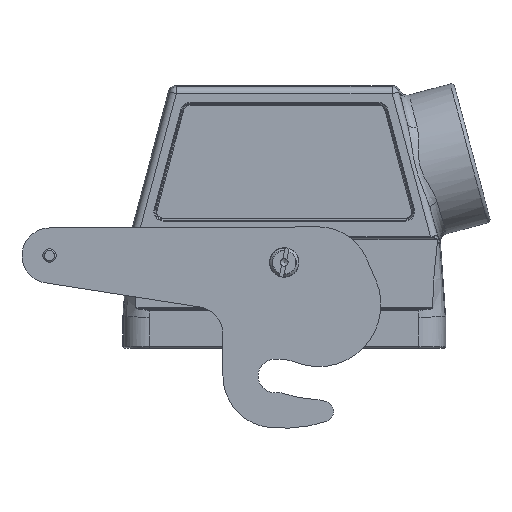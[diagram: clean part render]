
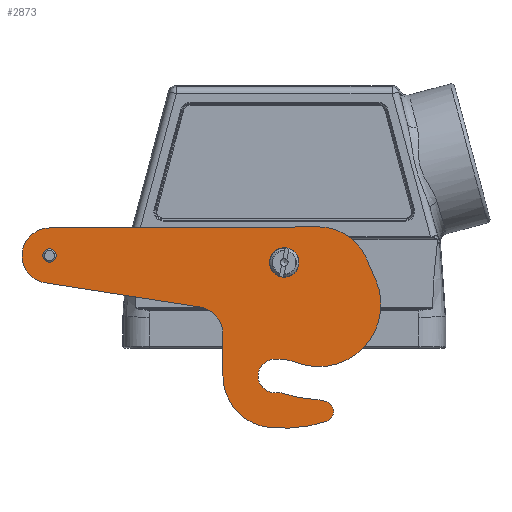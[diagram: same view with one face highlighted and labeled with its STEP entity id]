
A CAD part, front view. The second image highlights one B-rep face of the part: STEP entity #2873.
In plain terms, the highlighted planar face has unit normal (0, -1, 0).
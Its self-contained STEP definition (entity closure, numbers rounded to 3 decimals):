
#2327=CIRCLE('',#14023,3.);
#2329=CIRCLE('',#14026,40.);
#2331=CIRCLE('',#14029,15.);
#2333=CIRCLE('',#14033,8.);
#2335=CIRCLE('',#14037,8.);
#2337=CIRCLE('',#14041,15.);
#2339=CIRCLE('',#14045,18.);
#2341=CIRCLE('',#14048,15.);
#2343=CIRCLE('',#14051,4.85);
#2345=CIRCLE('',#14054,5.);
#2347=CIRCLE('',#14057,35.);
#2349=CIRCLE('',#14060,15.);
#2352=CIRCLE('',#14064,2.8);
#2353=CIRCLE('',#14067,1.975);
#2873=ADVANCED_FACE('',(#3204,#3205,#3206),#3068,.F.);
#3068=PLANE('',#14068);
#3204=FACE_BOUND('',#3796,.T.);
#3205=FACE_BOUND('',#3797,.T.);
#3206=FACE_BOUND('',#3798,.T.);
#3796=EDGE_LOOP('',(#6318));
#3797=EDGE_LOOP('',(#6319,#6320,#6321,#6322,#6323,#6324,#6325,#6326,#6327,
#6328,#6329,#6330,#6331,#6332,#6333,#6334));
#3798=EDGE_LOOP('',(#6335));
#6318=ORIENTED_EDGE('',*,*,#8323,.T.);
#6319=ORIENTED_EDGE('',*,*,#8273,.F.);
#6320=ORIENTED_EDGE('',*,*,#8319,.F.);
#6321=ORIENTED_EDGE('',*,*,#8316,.F.);
#6322=ORIENTED_EDGE('',*,*,#8313,.F.);
#6323=ORIENTED_EDGE('',*,*,#8310,.F.);
#6324=ORIENTED_EDGE('',*,*,#8307,.F.);
#6325=ORIENTED_EDGE('',*,*,#8304,.F.);
#6326=ORIENTED_EDGE('',*,*,#8301,.F.);
#6327=ORIENTED_EDGE('',*,*,#8298,.F.);
#6328=ORIENTED_EDGE('',*,*,#8295,.F.);
#6329=ORIENTED_EDGE('',*,*,#8292,.F.);
#6330=ORIENTED_EDGE('',*,*,#8289,.F.);
#6331=ORIENTED_EDGE('',*,*,#8286,.F.);
#6332=ORIENTED_EDGE('',*,*,#8283,.F.);
#6333=ORIENTED_EDGE('',*,*,#8280,.F.);
#6334=ORIENTED_EDGE('',*,*,#8277,.F.);
#6335=ORIENTED_EDGE('',*,*,#8322,.T.);
#7074=VERTEX_POINT('',#23491);
#7075=VERTEX_POINT('',#23492);
#7078=VERTEX_POINT('',#23500);
#7080=VERTEX_POINT('',#23506);
#7082=VERTEX_POINT('',#23512);
#7084=VERTEX_POINT('',#23518);
#7086=VERTEX_POINT('',#23524);
#7088=VERTEX_POINT('',#23530);
#7090=VERTEX_POINT('',#23536);
#7092=VERTEX_POINT('',#23542);
#7094=VERTEX_POINT('',#23548);
#7096=VERTEX_POINT('',#23554);
#7098=VERTEX_POINT('',#23560);
#7100=VERTEX_POINT('',#23566);
#7102=VERTEX_POINT('',#23572);
#7104=VERTEX_POINT('',#23578);
#7107=VERTEX_POINT('',#23589);
#7108=VERTEX_POINT('',#23593);
#8273=EDGE_CURVE('',#7074,#7075,#2327,.T.);
#8277=EDGE_CURVE('',#7075,#7078,#2329,.T.);
#8280=EDGE_CURVE('',#7078,#7080,#2331,.T.);
#8283=EDGE_CURVE('',#7080,#7082,#10972,.T.);
#8286=EDGE_CURVE('',#7082,#7084,#2333,.T.);
#8289=EDGE_CURVE('',#7084,#7086,#10976,.T.);
#8292=EDGE_CURVE('',#7086,#7088,#2335,.T.);
#8295=EDGE_CURVE('',#7088,#7090,#10980,.T.);
#8298=EDGE_CURVE('',#7090,#7092,#2337,.T.);
#8301=EDGE_CURVE('',#7092,#7094,#10984,.T.);
#8304=EDGE_CURVE('',#7094,#7096,#2339,.T.);
#8307=EDGE_CURVE('',#7096,#7098,#2341,.T.);
#8310=EDGE_CURVE('',#7098,#7100,#2343,.T.);
#8313=EDGE_CURVE('',#7100,#7102,#2345,.T.);
#8316=EDGE_CURVE('',#7102,#7104,#2347,.T.);
#8319=EDGE_CURVE('',#7104,#7074,#2349,.T.);
#8322=EDGE_CURVE('',#7107,#7107,#2352,.T.);
#8323=EDGE_CURVE('',#7108,#7108,#2353,.T.);
#10972=LINE('',#23511,#11696);
#10976=LINE('',#23523,#11700);
#10980=LINE('',#23535,#11704);
#10984=LINE('',#23547,#11708);
#11696=VECTOR('',#16566,1.);
#11700=VECTOR('',#16578,1.);
#11704=VECTOR('',#16590,1.);
#11708=VECTOR('',#16602,1.);
#14023=AXIS2_PLACEMENT_3D('',#23490,#16544,#16545);
#14026=AXIS2_PLACEMENT_3D('',#23499,#16552,#16553);
#14029=AXIS2_PLACEMENT_3D('',#23505,#16559,#16560);
#14033=AXIS2_PLACEMENT_3D('',#23517,#16571,#16572);
#14037=AXIS2_PLACEMENT_3D('',#23529,#16583,#16584);
#14041=AXIS2_PLACEMENT_3D('',#23541,#16595,#16596);
#14045=AXIS2_PLACEMENT_3D('',#23553,#16607,#16608);
#14048=AXIS2_PLACEMENT_3D('',#23559,#16614,#16615);
#14051=AXIS2_PLACEMENT_3D('',#23565,#16621,#16622);
#14054=AXIS2_PLACEMENT_3D('',#23571,#16628,#16629);
#14057=AXIS2_PLACEMENT_3D('',#23577,#16635,#16636);
#14060=AXIS2_PLACEMENT_3D('',#23583,#16642,#16643);
#14064=AXIS2_PLACEMENT_3D('',#23588,#16650,#16651);
#14067=AXIS2_PLACEMENT_3D('',#23592,#16656,#16657);
#14068=AXIS2_PLACEMENT_3D('',#23594,#16658,#16659);
#16544=DIRECTION('',(0.,1.,0.));
#16545=DIRECTION('',(-1.,0.,0.));
#16552=DIRECTION('',(0.,1.,0.));
#16553=DIRECTION('',(-1.,0.,0.));
#16559=DIRECTION('',(0.,1.,0.));
#16560=DIRECTION('',(-1.,0.,0.));
#16566=DIRECTION('',(0.,0.,1.));
#16571=DIRECTION('',(0.,-1.,0.));
#16572=DIRECTION('',(-1.,0.,0.));
#16578=DIRECTION('',(-0.988,0.,0.154));
#16583=DIRECTION('',(0.,1.,0.));
#16584=DIRECTION('',(-1.,0.,0.));
#16590=DIRECTION('',(1.,0.,0.004));
#16595=DIRECTION('',(0.,1.,0.));
#16596=DIRECTION('',(-1.,0.,0.));
#16602=DIRECTION('',(0.4,0.,-0.917));
#16607=DIRECTION('',(0.,1.,0.));
#16608=DIRECTION('',(-1.,0.,0.));
#16614=DIRECTION('',(0.,-1.,0.));
#16615=DIRECTION('',(-1.,0.,0.));
#16621=DIRECTION('',(0.,-1.,0.));
#16622=DIRECTION('',(-1.,0.,0.));
#16628=DIRECTION('',(0.,1.,0.));
#16629=DIRECTION('',(-1.,0.,0.));
#16635=DIRECTION('',(0.,-1.,0.));
#16636=DIRECTION('',(-1.,0.,0.));
#16642=DIRECTION('',(0.,1.,0.));
#16643=DIRECTION('',(-1.,0.,0.));
#16650=DIRECTION('',(0.,1.,0.));
#16651=DIRECTION('',(-1.,0.,0.));
#16656=DIRECTION('',(0.,1.,0.));
#16657=DIRECTION('',(0.,0.,1.));
#16658=DIRECTION('',(0.,1.,0.));
#16659=DIRECTION('',(-1.,0.,0.));
#23490=CARTESIAN_POINT('',(11.3,-26.,-27.55));
#23491=CARTESIAN_POINT('',(12.236,-26.,-24.7));
#23492=CARTESIAN_POINT('',(12.229,-26.,-30.402));
#23499=CARTESIAN_POINT('',(-0.161,-26.,7.63));
#23500=CARTESIAN_POINT('',(-4.304,-26.,-32.155));
#23505=CARTESIAN_POINT('',(-2.75,-26.,-17.235));
#23506=CARTESIAN_POINT('',(-17.75,-26.,-17.235));
#23511=CARTESIAN_POINT('',(-17.75,-26.,-17.235));
#23512=CARTESIAN_POINT('',(-17.75,-26.,-5.15));
#23517=CARTESIAN_POINT('',(-25.75,-26.,-5.15));
#23518=CARTESIAN_POINT('',(-24.514,-26.,2.754));
#23523=CARTESIAN_POINT('',(-24.514,-26.,2.754));
#23524=CARTESIAN_POINT('',(-69.236,-26.,9.746));
#23529=CARTESIAN_POINT('',(-68.,-26.,17.65));
#23530=CARTESIAN_POINT('',(-68.031,-26.,25.65));
#23535=CARTESIAN_POINT('',(-68.031,-26.,25.65));
#23536=CARTESIAN_POINT('',(9.942,-26.,25.95));
#23541=CARTESIAN_POINT('',(10.,-26.,10.95));
#23542=CARTESIAN_POINT('',(23.748,-26.,16.95));
#23547=CARTESIAN_POINT('',(23.748,-26.,16.95));
#23548=CARTESIAN_POINT('',(26.497,-26.,10.65));
#23553=CARTESIAN_POINT('',(10.,-26.,3.45));
#23554=CARTESIAN_POINT('',(3.532,-26.,-13.348));
#23559=CARTESIAN_POINT('',(-1.858,-26.,-27.346));
#23560=CARTESIAN_POINT('',(-3.176,-26.,-12.404));
#23565=CARTESIAN_POINT('',(-2.75,-26.,-17.235));
#23566=CARTESIAN_POINT('',(-2.291,-26.,-22.063));
#23571=CARTESIAN_POINT('',(-1.817,-26.,-27.041));
#23572=CARTESIAN_POINT('',(-0.253,-26.,-22.292));
#23577=CARTESIAN_POINT('',(10.7,-26.,10.95));
#23578=CARTESIAN_POINT('',(8.499,-26.,-23.981));
#23583=CARTESIAN_POINT('',(7.556,-26.,-38.951));
#23588=CARTESIAN_POINT('',(0.,-26.,15.65));
#23589=CARTESIAN_POINT('',(-2.8,-26.,15.65));
#23592=CARTESIAN_POINT('',(-68.,-26.,17.65));
#23593=CARTESIAN_POINT('',(-68.,-26.,19.625));
#23594=CARTESIAN_POINT('',(11.3,-26.,-27.55));
